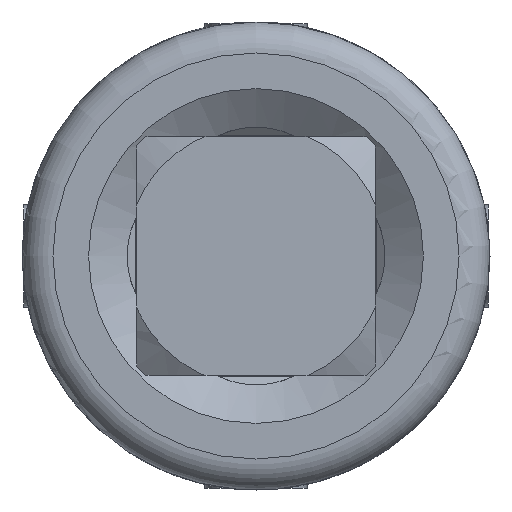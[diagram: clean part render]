
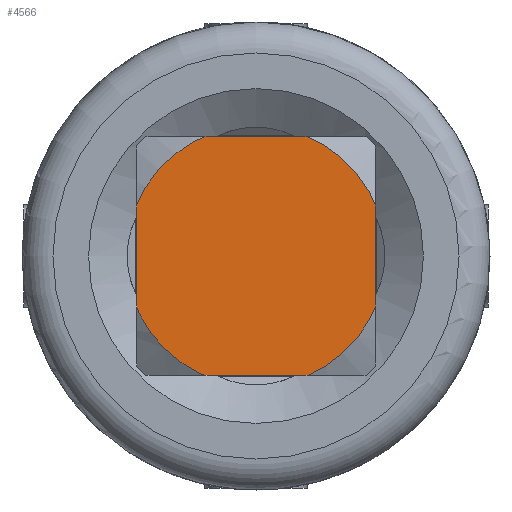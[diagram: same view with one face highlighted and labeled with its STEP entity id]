
A CAD part, front view. The second image highlights one B-rep face of the part: STEP entity #4566.
In plain terms, the highlighted planar face has unit normal (0, -1, 0).
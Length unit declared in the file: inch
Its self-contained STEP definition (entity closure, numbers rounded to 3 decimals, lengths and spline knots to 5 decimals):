
#537 = CARTESIAN_POINT ( 'NONE',  ( 0., 0., 0. ) ) ;
#538 = DIRECTION ( 'NONE',  ( 0., -1., 0. ) ) ;
#539 = DIRECTION ( 'NONE',  ( 1., 0., 0. ) ) ;
#2581 = CIRCLE ( 'NONE', #8650, 0.21 ) ;
#4272 = CARTESIAN_POINT ( 'NONE',  ( 0., 0., 0. ) ) ;
#4276 = PLANE ( 'NONE',  #10951 ) ;
#4278 = DIRECTION ( 'NONE',  ( 0., -1., 0. ) ) ;
#4279 = DIRECTION ( 'NONE',  ( 0., 0., -1. ) ) ;
#4566 = ADVANCED_FACE ( 'NONE', ( #8220 ), #4276, .T. ) ;
#8220 = FACE_OUTER_BOUND ( 'NONE', #10784, .T. ) ;
#8650 = AXIS2_PLACEMENT_3D ( 'NONE', #537, #538, #539 ) ;
#9229 = EDGE_CURVE ( 'NONE', #10261, #10261, #2581, .T. ) ;
#10059 = CARTESIAN_POINT ( 'NONE',  ( 0.21, 0., 0. ) ) ;
#10261 = VERTEX_POINT ( 'NONE', #10059 ) ;
#10784 = EDGE_LOOP ( 'NONE', ( #10809 ) ) ;
#10809 = ORIENTED_EDGE ( 'NONE', *, *, #9229, .T. ) ;
#10951 = AXIS2_PLACEMENT_3D ( 'NONE', #4272, #4278, #4279 ) ;
